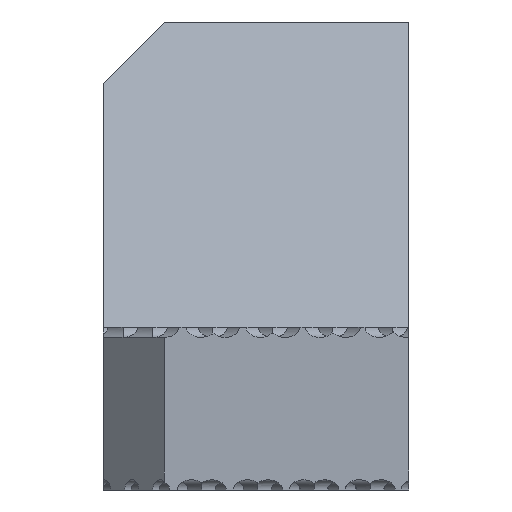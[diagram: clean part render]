
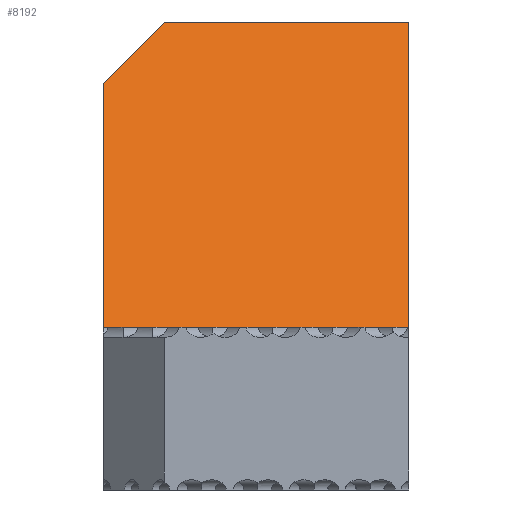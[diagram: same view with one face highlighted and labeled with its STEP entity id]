
A CAD part, front view. The second image highlights one B-rep face of the part: STEP entity #8192.
In plain terms, the highlighted planar face has unit normal (0, -0.915, 0.403).
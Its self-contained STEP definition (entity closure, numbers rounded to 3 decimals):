
#690=ELLIPSE('',#8979,0.772,0.5);
#701=ELLIPSE('',#8993,0.772,0.5);
#762=ELLIPSE('',#9070,0.772,0.5);
#795=ELLIPSE('',#9112,0.772,0.5);
#800=ELLIPSE('',#9118,0.772,0.5);
#879=ELLIPSE('',#9218,0.772,0.5);
#910=ELLIPSE('',#9264,0.772,0.5);
#912=ELLIPSE('',#9278,0.772,0.5);
#913=ELLIPSE('',#9279,0.772,0.5);
#914=ELLIPSE('',#9280,0.772,0.5);
#915=ELLIPSE('',#9281,0.772,0.5);
#1024=PLANE('',#9277);
#1436=FACE_OUTER_BOUND('',#1902,.T.);
#1902=EDGE_LOOP('',(#7184,#7185,#7186,#7187,#7188,#7189,#7190,#7191,#7192,
#7193,#7194,#7195,#7196,#7197,#7198,#7199,#7200,#7201,#7202,#7203));
#2499=LINE('',#14388,#3131);
#2508=LINE('',#14408,#3140);
#2521=LINE('',#14436,#3153);
#2522=LINE('',#14439,#3154);
#2523=LINE('',#14441,#3155);
#2524=LINE('',#14443,#3156);
#2525=LINE('',#14444,#3157);
#2526=LINE('',#14447,#3158);
#2527=LINE('',#14450,#3159);
#3131=VECTOR('',#11765,10.);
#3140=VECTOR('',#11790,10.);
#3153=VECTOR('',#11825,10.);
#3154=VECTOR('',#11828,10.);
#3155=VECTOR('',#11829,10.);
#3156=VECTOR('',#11830,10.);
#3157=VECTOR('',#11831,10.);
#3158=VECTOR('',#11834,10.);
#3159=VECTOR('',#11837,10.);
#3773=VERTEX_POINT('',#13712);
#3777=VERTEX_POINT('',#13720);
#3787=VERTEX_POINT('',#13745);
#3791=VERTEX_POINT('',#13753);
#3862=VERTEX_POINT('',#13927);
#3866=VERTEX_POINT('',#13935);
#3906=VERTEX_POINT('',#14033);
#3908=VERTEX_POINT('',#14036);
#3911=VERTEX_POINT('',#14043);
#3915=VERTEX_POINT('',#14051);
#4010=VERTEX_POINT('',#14282);
#4014=VERTEX_POINT('',#14290);
#4051=VERTEX_POINT('',#14386);
#4054=VERTEX_POINT('',#14406);
#4058=VERTEX_POINT('',#14435);
#4059=VERTEX_POINT('',#14438);
#4060=VERTEX_POINT('',#14440);
#4061=VERTEX_POINT('',#14442);
#4062=VERTEX_POINT('',#14446);
#4063=VERTEX_POINT('',#14449);
#4839=EDGE_CURVE('',#3777,#3773,#690,.T.);
#4855=EDGE_CURVE('',#3791,#3787,#701,.T.);
#4946=EDGE_CURVE('',#3866,#3862,#762,.T.);
#4995=EDGE_CURVE('',#3906,#3908,#795,.T.);
#5003=EDGE_CURVE('',#3915,#3911,#800,.T.);
#5122=EDGE_CURVE('',#4014,#4010,#879,.T.);
#5170=EDGE_CURVE('',#4051,#3791,#2499,.T.);
#5177=EDGE_CURVE('',#3862,#4051,#910,.T.);
#5181=EDGE_CURVE('',#4054,#3866,#2508,.T.);
#5195=EDGE_CURVE('',#4058,#3777,#2521,.T.);
#5196=EDGE_CURVE('',#3908,#4058,#912,.T.);
#5197=EDGE_CURVE('',#4059,#3906,#2522,.T.);
#5198=EDGE_CURVE('',#4059,#4060,#2523,.T.);
#5199=EDGE_CURVE('',#4061,#4060,#2524,.T.);
#5200=EDGE_CURVE('',#3787,#4061,#2525,.T.);
#5201=EDGE_CURVE('',#4010,#4054,#913,.T.);
#5202=EDGE_CURVE('',#4062,#4014,#2526,.T.);
#5203=EDGE_CURVE('',#3911,#4062,#914,.T.);
#5204=EDGE_CURVE('',#4063,#3915,#2527,.T.);
#5205=EDGE_CURVE('',#3773,#4063,#915,.T.);
#7184=ORIENTED_EDGE('',*,*,#4839,.F.);
#7185=ORIENTED_EDGE('',*,*,#5195,.F.);
#7186=ORIENTED_EDGE('',*,*,#5196,.F.);
#7187=ORIENTED_EDGE('',*,*,#4995,.F.);
#7188=ORIENTED_EDGE('',*,*,#5197,.F.);
#7189=ORIENTED_EDGE('',*,*,#5198,.T.);
#7190=ORIENTED_EDGE('',*,*,#5199,.F.);
#7191=ORIENTED_EDGE('',*,*,#5200,.F.);
#7192=ORIENTED_EDGE('',*,*,#4855,.F.);
#7193=ORIENTED_EDGE('',*,*,#5170,.F.);
#7194=ORIENTED_EDGE('',*,*,#5177,.F.);
#7195=ORIENTED_EDGE('',*,*,#4946,.F.);
#7196=ORIENTED_EDGE('',*,*,#5181,.F.);
#7197=ORIENTED_EDGE('',*,*,#5201,.F.);
#7198=ORIENTED_EDGE('',*,*,#5122,.F.);
#7199=ORIENTED_EDGE('',*,*,#5202,.F.);
#7200=ORIENTED_EDGE('',*,*,#5203,.F.);
#7201=ORIENTED_EDGE('',*,*,#5003,.F.);
#7202=ORIENTED_EDGE('',*,*,#5204,.F.);
#7203=ORIENTED_EDGE('',*,*,#5205,.F.);
#8192=ADVANCED_FACE('',(#1436),#1024,.T.);
#8979=AXIS2_PLACEMENT_3D('',#13722,#11093,#11094);
#8993=AXIS2_PLACEMENT_3D('',#13755,#11126,#11127);
#9070=AXIS2_PLACEMENT_3D('',#13937,#11310,#11311);
#9112=AXIS2_PLACEMENT_3D('',#14037,#11410,#11411);
#9118=AXIS2_PLACEMENT_3D('',#14053,#11425,#11426);
#9218=AXIS2_PLACEMENT_3D('',#14292,#11665,#11666);
#9264=AXIS2_PLACEMENT_3D('',#14400,#11781,#11782);
#9277=AXIS2_PLACEMENT_3D('',#14434,#11823,#11824);
#9278=AXIS2_PLACEMENT_3D('',#14437,#11826,#11827);
#9279=AXIS2_PLACEMENT_3D('',#14445,#11832,#11833);
#9280=AXIS2_PLACEMENT_3D('',#14448,#11835,#11836);
#9281=AXIS2_PLACEMENT_3D('',#14451,#11838,#11839);
#11093=DIRECTION('center_axis',(0.,0.915,-0.403));
#11094=DIRECTION('ref_axis',(0.928,-0.15,-0.342));
#11126=DIRECTION('center_axis',(0.,0.915,-0.403));
#11127=DIRECTION('ref_axis',(0.928,-0.15,-0.342));
#11310=DIRECTION('center_axis',(0.,0.915,-0.403));
#11311=DIRECTION('ref_axis',(0.928,-0.15,-0.342));
#11410=DIRECTION('center_axis',(0.,0.915,-0.403));
#11411=DIRECTION('ref_axis',(0.928,-0.15,-0.342));
#11425=DIRECTION('center_axis',(0.,0.915,-0.403));
#11426=DIRECTION('ref_axis',(0.928,-0.15,-0.342));
#11665=DIRECTION('center_axis',(0.,0.915,-0.403));
#11666=DIRECTION('ref_axis',(0.928,-0.15,-0.342));
#11765=DIRECTION('',(-1.,0.,0.));
#11781=DIRECTION('center_axis',(0.,0.915,-0.403));
#11782=DIRECTION('ref_axis',(0.928,0.15,0.342));
#11790=DIRECTION('',(-1.,0.,0.));
#11823=DIRECTION('center_axis',(0.,-0.915,0.403));
#11824=DIRECTION('ref_axis',(0.,0.403,0.915));
#11825=DIRECTION('',(-1.,0.,0.));
#11826=DIRECTION('center_axis',(0.,0.915,-0.403));
#11827=DIRECTION('ref_axis',(0.928,0.15,0.342));
#11828=DIRECTION('',(0.,-0.403,-0.915));
#11829=DIRECTION('',(-1.,0.,0.));
#11830=DIRECTION('',(0.675,0.297,0.675));
#11831=DIRECTION('',(0.,0.403,0.915));
#11832=DIRECTION('center_axis',(0.,0.915,-0.403));
#11833=DIRECTION('ref_axis',(0.928,0.15,0.342));
#11834=DIRECTION('',(-1.,0.,0.));
#11835=DIRECTION('center_axis',(0.,0.915,-0.403));
#11836=DIRECTION('ref_axis',(0.928,0.15,0.342));
#11837=DIRECTION('',(-1.,0.,0.));
#11838=DIRECTION('center_axis',(0.,0.915,-0.403));
#11839=DIRECTION('ref_axis',(0.928,0.15,0.342));
#13712=CARTESIAN_POINT('',(291.381,-257.744,-282.335));
#13720=CARTESIAN_POINT('',(292.466,-257.597,-282.));
#13722=CARTESIAN_POINT('Origin',(291.759,-257.597,-282.));
#13745=CARTESIAN_POINT('',(280.,-257.814,-282.495));
#13753=CARTESIAN_POINT('',(280.587,-257.597,-282.));
#13755=CARTESIAN_POINT('Origin',(279.879,-257.597,-282.));
#13927=CARTESIAN_POINT('',(282.535,-257.759,-282.369));
#13935=CARTESIAN_POINT('',(283.556,-257.597,-282.));
#13937=CARTESIAN_POINT('Origin',(282.849,-257.597,-282.));
#14033=CARTESIAN_POINT('',(295.,-257.816,-282.499));
#14036=CARTESIAN_POINT('',(294.329,-257.738,-282.322));
#14037=CARTESIAN_POINT('Origin',(294.729,-257.597,-282.));
#14043=CARTESIAN_POINT('',(288.432,-257.749,-282.347));
#14051=CARTESIAN_POINT('',(289.496,-257.597,-282.));
#14053=CARTESIAN_POINT('Origin',(288.789,-257.597,-282.));
#14282=CARTESIAN_POINT('',(285.483,-257.754,-282.358));
#14290=CARTESIAN_POINT('',(286.526,-257.597,-282.));
#14292=CARTESIAN_POINT('Origin',(285.819,-257.597,-282.));
#14386=CARTESIAN_POINT('',(281.513,-257.597,-282.));
#14388=CARTESIAN_POINT('',(295.,-257.597,-282.));
#14400=CARTESIAN_POINT('Origin',(282.22,-257.597,-282.));
#14406=CARTESIAN_POINT('',(284.441,-257.597,-282.));
#14408=CARTESIAN_POINT('',(295.,-257.597,-282.));
#14434=CARTESIAN_POINT('Origin',(295.,-257.597,-282.));
#14435=CARTESIAN_POINT('',(293.223,-257.597,-282.));
#14436=CARTESIAN_POINT('',(295.,-257.597,-282.));
#14437=CARTESIAN_POINT('Origin',(293.93,-257.597,-282.));
#14438=CARTESIAN_POINT('',(295.,-251.,-267.));
#14439=CARTESIAN_POINT('',(295.,-251.,-267.));
#14440=CARTESIAN_POINT('',(283.,-251.,-267.));
#14441=CARTESIAN_POINT('',(295.,-251.,-267.));
#14442=CARTESIAN_POINT('',(280.,-252.319,-270.));
#14443=CARTESIAN_POINT('',(280.48,-252.108,-269.52));
#14444=CARTESIAN_POINT('',(280.,-251.,-267.));
#14445=CARTESIAN_POINT('Origin',(285.148,-257.597,-282.));
#14446=CARTESIAN_POINT('',(287.368,-257.597,-282.));
#14447=CARTESIAN_POINT('',(295.,-257.597,-282.));
#14448=CARTESIAN_POINT('Origin',(288.075,-257.597,-282.));
#14449=CARTESIAN_POINT('',(290.295,-257.597,-282.));
#14450=CARTESIAN_POINT('',(295.,-257.597,-282.));
#14451=CARTESIAN_POINT('Origin',(291.003,-257.597,-282.));
